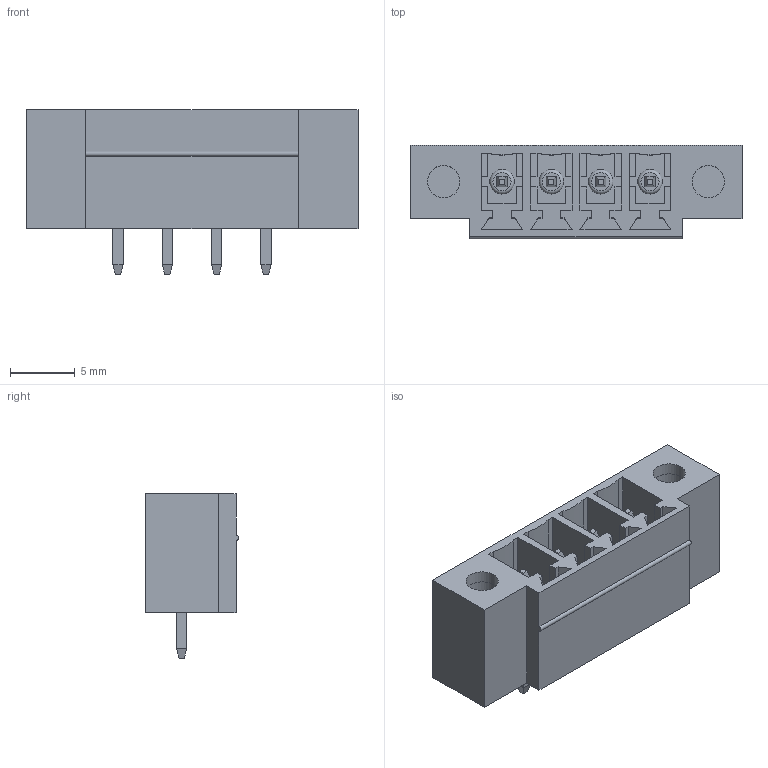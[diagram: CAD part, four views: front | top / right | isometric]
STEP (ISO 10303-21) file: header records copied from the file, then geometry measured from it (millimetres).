
FILE_DESCRIPTION( ( 'Unknown' ), '1' );
FILE_NAME( '691323300004.stp', 'Unknown', ( 'Unknown' ), ( 'Unknown' ), 'PSStep 14.0', 'Unknown', ' ' );
FILE_SCHEMA( ( 'AUTOMOTIVE_DESIGN { 1 0 10303 214 1 1 1 1 }' ) );
Length unit declared in the file: millimetre
Products named in the file (4): Assem1; 6913233000xx_PIN; 6913233000xx_INSERT; 691321300004
Assembly tree (7 placements, depth 2):
  Assem1
    6913233000xx_PIN  x4
    6913233000xx_INSERT  x2
    691321300004
Bounding box: 25.63 x 7.2 x 12.7 mm (x, y, z)
Volume: 915.6 mm3; surface area: 2402.4 mm2
Topology: 7 solids, 7 shells, 280 faces, 735 edges, 477 vertices
Faces by surface type: plane 255, cylinder 17, torus 8
Full cylindrical faces by diameter (mm): 1.9 x4, 2.5 x4
Entity records: 9100 total; most frequent: CARTESIAN_POINT 1494, ORIENTED_EDGE 1208, DIRECTION 1098, EDGE_CURVE 604, LINE 554, VECTOR 554, VERTEX_POINT 404, AXIS2_PLACEMENT_3D 272
